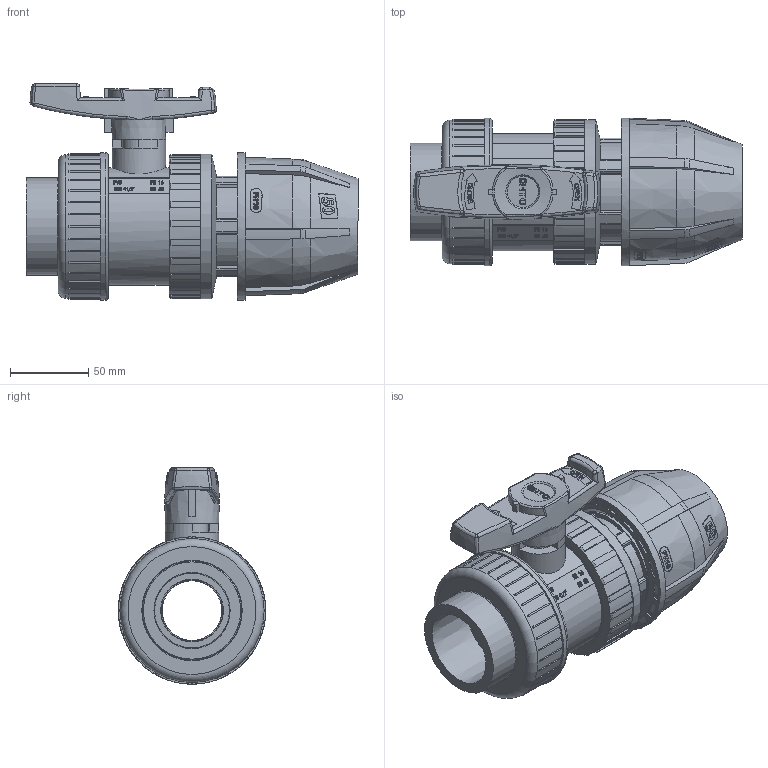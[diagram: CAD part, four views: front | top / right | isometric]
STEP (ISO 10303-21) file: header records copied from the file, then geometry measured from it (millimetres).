
FILE_DESCRIPTION(/* description */ (''),/* implementation_level */ '2;1');
FILE_NAME(/* name */ 'AK0916.050.050.step',/* time_stamp */ '2026-04-02T15:51:18+02:00',/* author */ (''),/* organization */ (''),/* preprocessor_version */ 'ST-DEVELOPER v20.1',/* originating_system */ 'Autodesk Translation Framework v14.24.0.0',/* authorisation */ '');
FILE_SCHEMA (('AUTOMOTIVE_DESIGN { 1 0 10303 214 3 1 1 }'));
Products named in the file (4): 2025-12-30-08-12-25-650; 2026-04-01-16-15-51-982; 2026-04-01-16-15-52-014; 2026-04-02-15-50-27-281
Assembly tree (3 placements, depth 3):
  2025-12-30-08-12-25-650
    2026-04-01-16-15-51-982
      2026-04-01-16-15-52-014
    2026-04-02-15-50-27-281
Bounding box: 211.6 x 94.01 x 138 mm (x, y, z)
Volume: 722284.5 mm3; surface area: 286121 mm2
Topology: 21 solids, 21 shells, 1833 faces, 4964 edges, 3247 vertices
Faces by surface type: plane 766, bspline 524, cylinder 345, cone 90, torus 59, sphere 49
Full cylindrical faces by diameter (mm): 2.295 x1, 3.06 x1, 17 x4, 21 x3, 22 x1, 23 x2, 25 x1, 34.136 x1, 38 x1, 39 x2, 40 x4, 41.5 x1, 45.2 x3, 46 x1, 47 x3, 49.432 x1, 50.6 x3, 51 x1, 55 x1, 55.5 x1, 56.14 x3, 59.4 x3, 61 x1, 61.202 x2, 61.5 x1, 62 x1, 63.4 x1, 64 x1, 65 x1, 66 x4
Entity records: 87517 total; most frequent: CARTESIAN_POINT 44185, ORIENTED_EDGE 9844, DIRECTION 7677, EDGE_CURVE 4922, VERTEX_POINT 3247, AXIS2_PLACEMENT_3D 2672, LINE 2333, VECTOR 2333
